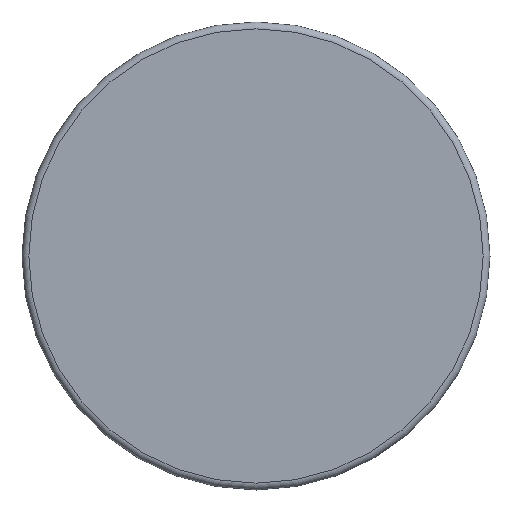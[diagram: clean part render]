
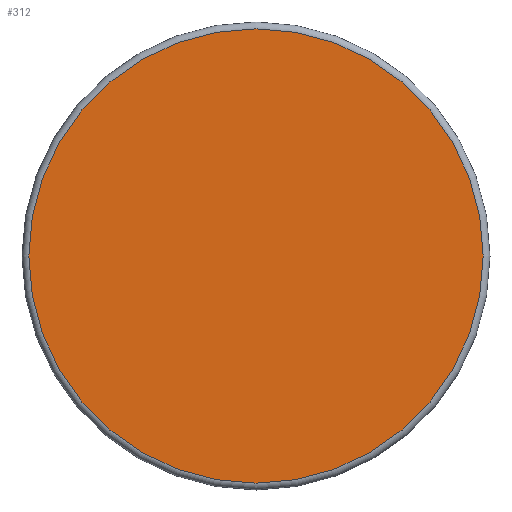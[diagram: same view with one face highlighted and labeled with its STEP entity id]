
A CAD part, front view. The second image highlights one B-rep face of the part: STEP entity #312.
In plain terms, the highlighted planar face has unit normal (0, -1, 0).
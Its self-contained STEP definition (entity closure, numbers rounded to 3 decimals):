
#23=PLANE('',#361);
#53=FACE_OUTER_BOUND('',#71,.T.);
#71=EDGE_LOOP('',(#237,#238));
#109=CIRCLE('',#356,39.893);
#110=CIRCLE('',#357,39.893);
#145=VERTEX_POINT('',#535);
#146=VERTEX_POINT('',#536);
#180=EDGE_CURVE('',#145,#146,#109,.T.);
#181=EDGE_CURVE('',#146,#145,#110,.T.);
#237=ORIENTED_EDGE('',*,*,#180,.T.);
#238=ORIENTED_EDGE('',*,*,#181,.T.);
#312=ADVANCED_FACE('',(#53),#23,.T.);
#356=AXIS2_PLACEMENT_3D('',#537,#425,#426);
#357=AXIS2_PLACEMENT_3D('',#538,#427,#428);
#361=AXIS2_PLACEMENT_3D('',#544,#435,#436);
#425=DIRECTION('center_axis',(0.,-1.,0.));
#426=DIRECTION('ref_axis',(-1.,0.,0.));
#427=DIRECTION('center_axis',(0.,-1.,0.));
#428=DIRECTION('ref_axis',(-1.,0.,0.));
#435=DIRECTION('center_axis',(0.,-1.,0.));
#436=DIRECTION('ref_axis',(0.,0.,-1.));
#535=CARTESIAN_POINT('',(-39.893,0.,0.));
#536=CARTESIAN_POINT('',(0.,0.,39.893));
#537=CARTESIAN_POINT('Origin',(0.,0.,0.));
#538=CARTESIAN_POINT('Origin',(0.,0.,0.));
#544=CARTESIAN_POINT('Origin',(-19.947,0.,0.));
